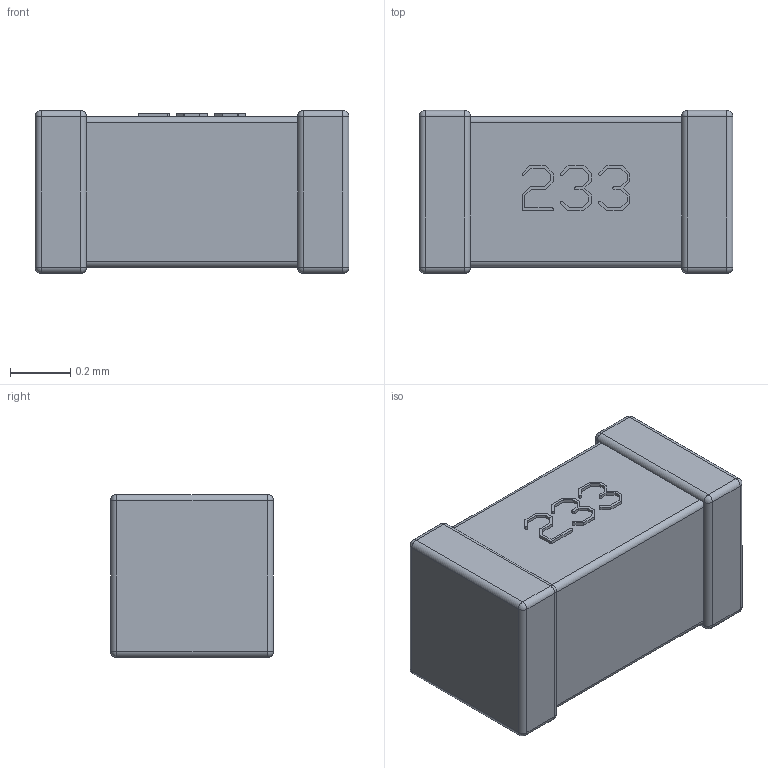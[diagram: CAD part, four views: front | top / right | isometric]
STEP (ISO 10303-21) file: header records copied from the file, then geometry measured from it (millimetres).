
FILE_DESCRIPTION (( 'STEP AP214' ), '1' );
FILE_NAME ('R0402.STEP', '2021-04-02T20:36:09', ( '' ), ( '' ), 'SwSTEP 2.0', 'SolidWorks 2020', '' );
FILE_SCHEMA (( 'AUTOMOTIVE_DESIGN' ));
Length unit declared in the file: millimetre
Products named in the file (1): R0402
Bounding box: 1.04 x 0.54 x 0.54 mm (x, y, z)
Volume: 0.3 mm3; surface area: 4.3 mm2
Topology: 6 solids, 6 shells, 194 faces, 498 edges, 292 vertices
Faces by surface type: plane 111, cylinder 36, sphere 24, bspline 23
Entity records: 6007 total; most frequent: CARTESIAN_POINT 1496, ORIENTED_EDGE 948, DIRECTION 844, EDGE_CURVE 474, VECTOR 356, LINE 356, VERTEX_POINT 292, AXIS2_PLACEMENT_3D 244
